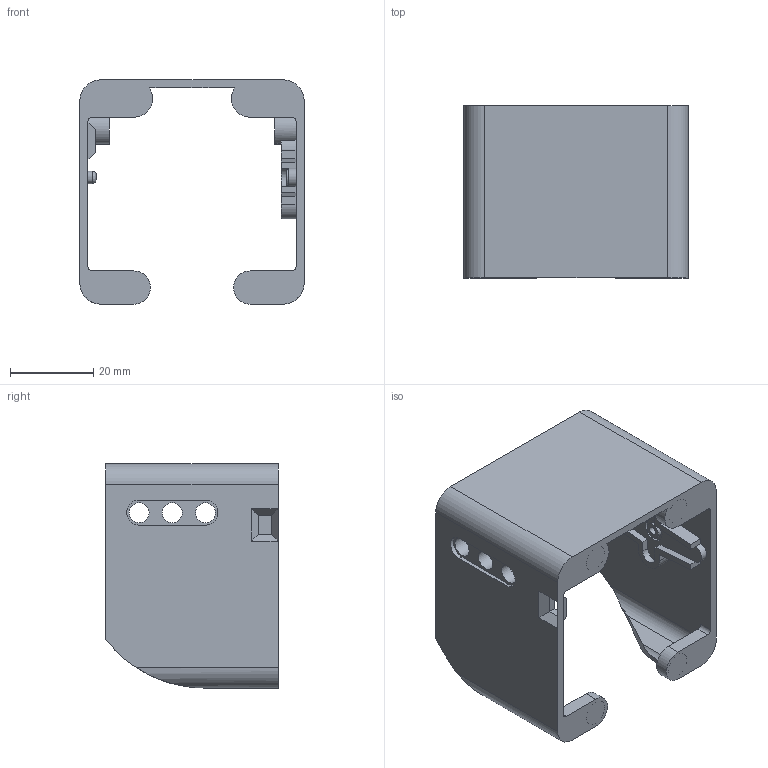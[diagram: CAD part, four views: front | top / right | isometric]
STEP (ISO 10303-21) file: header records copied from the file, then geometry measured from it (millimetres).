
FILE_DESCRIPTION(/* description */ (''),/* implementation_level */ '2;1');
FILE_NAME(/* name */ 'shell_SG90 v4.step',/* time_stamp */ '2023-09-06T08:46:46+09:00',/* author */ (''),/* organization */ (''),/* preprocessor_version */ 'ST-DEVELOPER v20',/* originating_system */ 'Autodesk Translation Framework v12.9.0.99',/* authorisation */ '');
FILE_SCHEMA (('AUTOMOTIVE_DESIGN { 1 0 10303 214 3 1 1 }'));
Length unit declared in the file: millimetre
Products named in the file (1): shell_SG90
Bounding box: 54 x 41.5 x 54 mm (x, y, z)
Volume: 15278.3 mm3; surface area: 16662.4 mm2
Topology: 1 solids, 1 shells, 365 faces, 1026 edges, 683 vertices
Faces by surface type: bspline 162, plane 153, cylinder 49, torus 1
Full cylindrical faces by diameter (mm): 2 x1, 3 x1, 3.8 x1, 4.8 x6, 5 x1, 5.6 x1, 6.2 x3
Entity records: 13982 total; most frequent: CARTESIAN_POINT 5513, ORIENTED_EDGE 2052, DIRECTION 1208, EDGE_CURVE 1026, VERTEX_POINT 683, LINE 588, VECTOR 588, EDGE_LOOP 401
